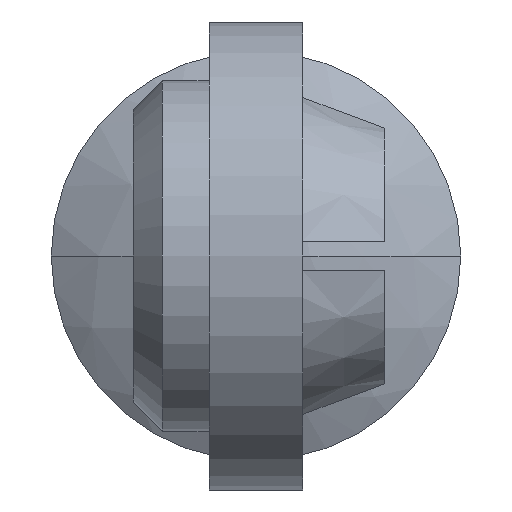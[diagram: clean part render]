
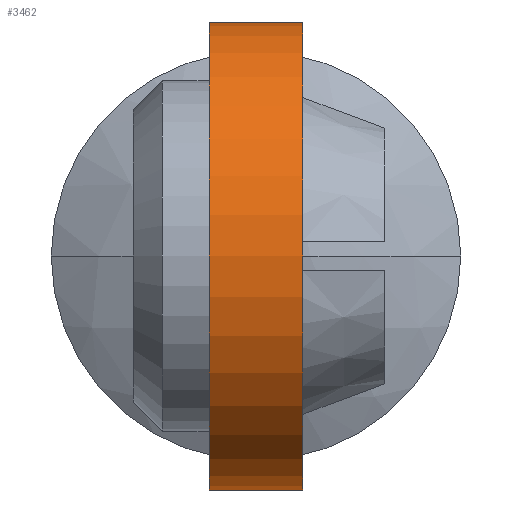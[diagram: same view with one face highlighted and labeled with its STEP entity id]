
A CAD part, left-side view. The second image highlights one B-rep face of the part: STEP entity #3462.
In plain terms, the highlighted cylindrical face has radius 8 mm (diameter 16 mm), a partial arc.
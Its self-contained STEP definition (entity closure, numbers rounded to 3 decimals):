
#55 = VERTEX_POINT ( 'NONE', #3161 ) ;
#78 = EDGE_CURVE ( 'NONE', #55, #772, #3065, .T. ) ;
#127 = EDGE_LOOP ( 'NONE', ( #3131, #1970, #1346, #3150 ) ) ;
#280 = DIRECTION ( 'NONE',  ( 0., 0., 1. ) ) ;
#391 = DIRECTION ( 'NONE',  ( 0., -1., 0. ) ) ;
#457 = EDGE_CURVE ( 'NONE', #55, #479, #2888, .T. ) ;
#479 = VERTEX_POINT ( 'NONE', #1590 ) ;
#568 = DIRECTION ( 'NONE',  ( 0., 1., 0. ) ) ;
#736 = EDGE_CURVE ( 'NONE', #772, #1240, #3792, .T. ) ;
#772 = VERTEX_POINT ( 'NONE', #2347 ) ;
#781 = CARTESIAN_POINT ( 'NONE',  ( 0., 1.6, -8. ) ) ;
#853 = LINE ( 'NONE', #3294, #2234 ) ;
#901 = VECTOR ( 'NONE', #1062, 1000. ) ;
#1062 = DIRECTION ( 'NONE',  ( 0., -1., 0. ) ) ;
#1232 = EDGE_CURVE ( 'NONE', #479, #1240, #853, .T. ) ;
#1240 = VERTEX_POINT ( 'NONE', #2101 ) ;
#1249 = CARTESIAN_POINT ( 'NONE',  ( 0., 1.6, 0. ) ) ;
#1297 = FACE_OUTER_BOUND ( 'NONE', #127, .T. ) ;
#1346 = ORIENTED_EDGE ( 'NONE', *, *, #457, .F. ) ;
#1555 = CARTESIAN_POINT ( 'NONE',  ( 0., 1.6, 0. ) ) ;
#1590 = CARTESIAN_POINT ( 'NONE',  ( 0., 1.6, 8. ) ) ;
#1816 = CYLINDRICAL_SURFACE ( 'NONE', #3070, 8. ) ;
#1970 = ORIENTED_EDGE ( 'NONE', *, *, #1232, .F. ) ;
#2038 = AXIS2_PLACEMENT_3D ( 'NONE', #2334, #568, #280 ) ;
#2101 = CARTESIAN_POINT ( 'NONE',  ( 0., -1.6, 8. ) ) ;
#2234 = VECTOR ( 'NONE', #2397, 1000. ) ;
#2334 = CARTESIAN_POINT ( 'NONE',  ( 0., -1.6, 0. ) ) ;
#2347 = CARTESIAN_POINT ( 'NONE',  ( 0., -1.6, -8. ) ) ;
#2397 = DIRECTION ( 'NONE',  ( 0., -1., 0. ) ) ;
#2452 = DIRECTION ( 'NONE',  ( 0., 1., 0. ) ) ;
#2462 = DIRECTION ( 'NONE',  ( 0., 0., 1. ) ) ;
#2466 = DIRECTION ( 'NONE',  ( 0., 0., -1. ) ) ;
#2888 = CIRCLE ( 'NONE', #2899, 8. ) ;
#2899 = AXIS2_PLACEMENT_3D ( 'NONE', #1555, #2452, #2462 ) ;
#3065 = LINE ( 'NONE', #781, #901 ) ;
#3070 = AXIS2_PLACEMENT_3D ( 'NONE', #1249, #391, #2466 ) ;
#3131 = ORIENTED_EDGE ( 'NONE', *, *, #736, .T. ) ;
#3150 = ORIENTED_EDGE ( 'NONE', *, *, #78, .T. ) ;
#3161 = CARTESIAN_POINT ( 'NONE',  ( 0., 1.6, -8. ) ) ;
#3294 = CARTESIAN_POINT ( 'NONE',  ( 0., 1.6, 8. ) ) ;
#3462 = ADVANCED_FACE ( 'NONE', ( #1297 ), #1816, .T. ) ;
#3792 = CIRCLE ( 'NONE', #2038, 8. ) ;
